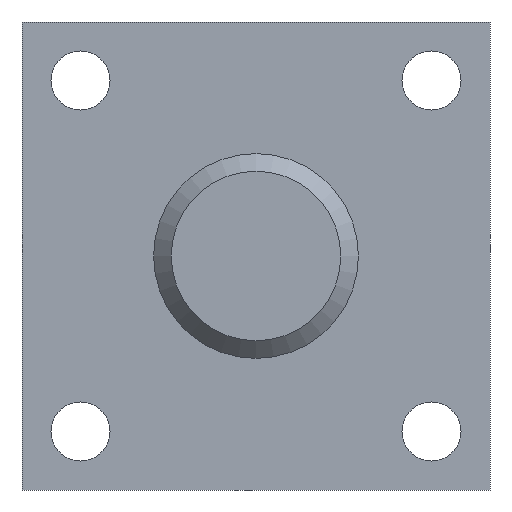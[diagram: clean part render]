
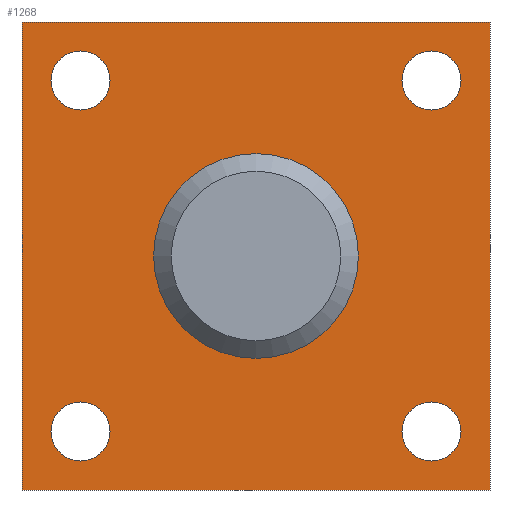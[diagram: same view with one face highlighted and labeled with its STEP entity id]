
A CAD part, left-side view. The second image highlights one B-rep face of the part: STEP entity #1268.
In plain terms, the highlighted planar face has unit normal (-1, 0, 0).
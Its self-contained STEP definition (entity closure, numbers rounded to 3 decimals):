
#97=FACE_BOUND('',#235,.T.);
#98=FACE_BOUND('',#236,.T.);
#99=FACE_BOUND('',#237,.T.);
#100=FACE_BOUND('',#238,.T.);
#101=FACE_BOUND('',#239,.T.);
#121=PLANE('',#1373);
#161=FACE_OUTER_BOUND('',#234,.T.);
#234=EDGE_LOOP('',(#924,#925,#926,#927));
#235=EDGE_LOOP('',(#928));
#236=EDGE_LOOP('',(#929));
#237=EDGE_LOOP('',(#930));
#238=EDGE_LOOP('',(#931));
#239=EDGE_LOOP('',(#932));
#320=LINE('',#1960,#396);
#323=LINE('',#1965,#399);
#325=LINE('',#1969,#401);
#327=LINE('',#1972,#403);
#396=VECTOR('',#1564,10.);
#399=VECTOR('',#1569,10.);
#401=VECTOR('',#1573,10.);
#403=VECTOR('',#1577,10.);
#465=CIRCLE('',#1350,17.5);
#475=CIRCLE('',#1362,5.053);
#476=CIRCLE('',#1364,5.053);
#477=CIRCLE('',#1366,5.053);
#478=CIRCLE('',#1368,5.053);
#558=VERTEX_POINT('',#1911);
#572=VERTEX_POINT('',#1942);
#573=VERTEX_POINT('',#1946);
#574=VERTEX_POINT('',#1950);
#575=VERTEX_POINT('',#1954);
#576=VERTEX_POINT('',#1958);
#577=VERTEX_POINT('',#1959);
#578=VERTEX_POINT('',#1964);
#579=VERTEX_POINT('',#1968);
#691=EDGE_CURVE('',#558,#558,#465,.T.);
#706=EDGE_CURVE('',#572,#572,#475,.T.);
#708=EDGE_CURVE('',#573,#573,#476,.T.);
#710=EDGE_CURVE('',#574,#574,#477,.T.);
#712=EDGE_CURVE('',#575,#575,#478,.T.);
#713=EDGE_CURVE('',#576,#577,#320,.T.);
#716=EDGE_CURVE('',#578,#576,#323,.T.);
#718=EDGE_CURVE('',#579,#578,#325,.T.);
#720=EDGE_CURVE('',#577,#579,#327,.T.);
#924=ORIENTED_EDGE('',*,*,#720,.F.);
#925=ORIENTED_EDGE('',*,*,#713,.F.);
#926=ORIENTED_EDGE('',*,*,#716,.F.);
#927=ORIENTED_EDGE('',*,*,#718,.F.);
#928=ORIENTED_EDGE('',*,*,#706,.T.);
#929=ORIENTED_EDGE('',*,*,#708,.T.);
#930=ORIENTED_EDGE('',*,*,#710,.T.);
#931=ORIENTED_EDGE('',*,*,#712,.T.);
#932=ORIENTED_EDGE('',*,*,#691,.T.);
#1268=ADVANCED_FACE('',(#161,#97,#98,#99,#100,#101),#121,.F.);
#1350=AXIS2_PLACEMENT_3D('',#1913,#1516,#1517);
#1362=AXIS2_PLACEMENT_3D('',#1944,#1545,#1546);
#1364=AXIS2_PLACEMENT_3D('',#1948,#1550,#1551);
#1366=AXIS2_PLACEMENT_3D('',#1952,#1555,#1556);
#1368=AXIS2_PLACEMENT_3D('',#1956,#1560,#1561);
#1373=AXIS2_PLACEMENT_3D('',#1973,#1578,#1579);
#1516=DIRECTION('center_axis',(1.,0.,0.));
#1517=DIRECTION('ref_axis',(0.,1.,0.));
#1545=DIRECTION('center_axis',(1.,0.,0.));
#1546=DIRECTION('ref_axis',(0.,1.,0.));
#1550=DIRECTION('center_axis',(1.,0.,0.));
#1551=DIRECTION('ref_axis',(0.,1.,0.));
#1555=DIRECTION('center_axis',(1.,0.,0.));
#1556=DIRECTION('ref_axis',(0.,1.,0.));
#1560=DIRECTION('center_axis',(1.,0.,0.));
#1561=DIRECTION('ref_axis',(0.,1.,0.));
#1564=DIRECTION('',(0.,1.,0.));
#1569=DIRECTION('',(0.,0.,-1.));
#1573=DIRECTION('',(0.,-1.,0.));
#1577=DIRECTION('',(0.,0.,1.));
#1578=DIRECTION('center_axis',(1.,0.,0.));
#1579=DIRECTION('ref_axis',(0.,1.,0.));
#1911=CARTESIAN_POINT('',(-6.5,-17.5,0.));
#1913=CARTESIAN_POINT('Origin',(-6.5,0.,0.));
#1942=CARTESIAN_POINT('',(-6.5,24.947,-30.));
#1944=CARTESIAN_POINT('Origin',(-6.5,30.,-30.));
#1946=CARTESIAN_POINT('',(-6.5,-35.053,30.));
#1948=CARTESIAN_POINT('Origin',(-6.5,-30.,30.));
#1950=CARTESIAN_POINT('',(-6.5,24.947,30.));
#1952=CARTESIAN_POINT('Origin',(-6.5,30.,30.));
#1954=CARTESIAN_POINT('',(-6.5,-35.053,-30.));
#1956=CARTESIAN_POINT('Origin',(-6.5,-30.,-30.));
#1958=CARTESIAN_POINT('',(-6.5,-40.,-40.));
#1959=CARTESIAN_POINT('',(-6.5,40.,-40.));
#1960=CARTESIAN_POINT('',(-6.5,-40.,-40.));
#1964=CARTESIAN_POINT('',(-6.5,-40.,40.));
#1965=CARTESIAN_POINT('',(-6.5,-40.,40.));
#1968=CARTESIAN_POINT('',(-6.5,40.,40.));
#1969=CARTESIAN_POINT('',(-6.5,40.,40.));
#1972=CARTESIAN_POINT('',(-6.5,40.,-40.));
#1973=CARTESIAN_POINT('Origin',(-6.5,0.,0.));
